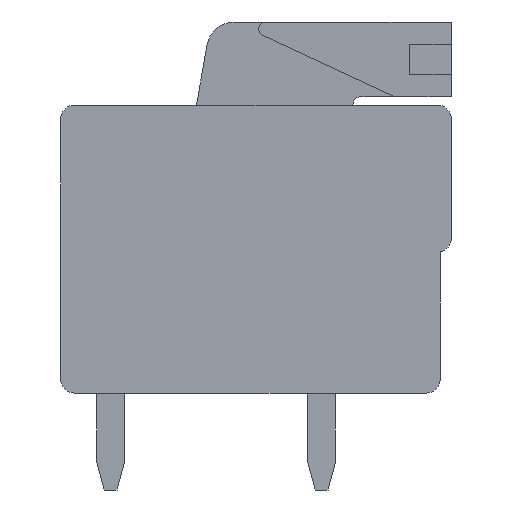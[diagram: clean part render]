
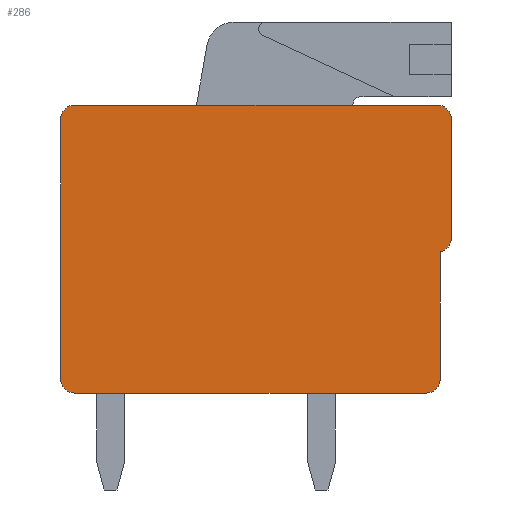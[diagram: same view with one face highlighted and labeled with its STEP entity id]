
A CAD part, left-side view. The second image highlights one B-rep face of the part: STEP entity #286.
In plain terms, the highlighted planar face has unit normal (-1, 0, 0).
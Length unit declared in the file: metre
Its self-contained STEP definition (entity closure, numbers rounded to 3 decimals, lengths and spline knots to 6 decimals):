
#286 = ADVANCED_FACE( 'NONE', ( #629 ), #630, .F. );
#629 = FACE_OUTER_BOUND( '', #1038, .T. );
#630 = PLANE( '', #1039 );
#1038 = EDGE_LOOP( '', ( #1736, #1737, #1738, #1739, #1740, #1741, #1742, #1743, #1744, #1745 ) );
#1039 = AXIS2_PLACEMENT_3D( '', #1746, #1747, #1748 );
#1736 = ORIENTED_EDGE( '', *, *, #2618, .T. );
#1737 = ORIENTED_EDGE( '', *, *, #2574, .T. );
#1738 = ORIENTED_EDGE( '', *, *, #2540, .F. );
#1739 = ORIENTED_EDGE( '', *, *, #2619, .T. );
#1740 = ORIENTED_EDGE( '', *, *, #2620, .F. );
#1741 = ORIENTED_EDGE( '', *, *, #2621, .T. );
#1742 = ORIENTED_EDGE( '', *, *, #2622, .F. );
#1743 = ORIENTED_EDGE( '', *, *, #2592, .T. );
#1744 = ORIENTED_EDGE( '', *, *, #2623, .T. );
#1745 = ORIENTED_EDGE( '', *, *, #2624, .T. );
#1746 = CARTESIAN_POINT( '', ( 0., -0.0141, 0. ) );
#1747 = DIRECTION( '', ( 1., 0., 0. ) );
#1748 = DIRECTION( '', ( 0., 0., 1. ) );
#2540 = EDGE_CURVE( 'NONE', #3104, #3099, #3106, .T. );
#2574 = EDGE_CURVE( 'NONE', #3152, #3099, #3153, .T. );
#2592 = EDGE_CURVE( 'NONE', #3178, #3176, #3179, .T. );
#2618 = EDGE_CURVE( 'NONE', #3219, #3152, #3220, .T. );
#2619 = EDGE_CURVE( 'NONE', #3104, #3221, #3222, .T. );
#2620 = EDGE_CURVE( 'NONE', #3223, #3221, #3224, .T. );
#2621 = EDGE_CURVE( 'NONE', #3223, #3225, #3226, .T. );
#2622 = EDGE_CURVE( 'NONE', #3178, #3225, #3227, .T. );
#2623 = EDGE_CURVE( 'NONE', #3176, #3228, #3229, .T. );
#2624 = EDGE_CURVE( 'NONE', #3228, #3219, #3230, .T. );
#3099 = VERTEX_POINT( 'NONE', #3874 );
#3104 = VERTEX_POINT( 'NONE', #3881 );
#3106 = LINE( '', #3884, #3885 );
#3152 = VERTEX_POINT( 'NONE', #3951 );
#3153 = CIRCLE( '', #3952, 0.0005 );
#3176 = VERTEX_POINT( 'NONE', #3983 );
#3178 = VERTEX_POINT( 'NONE', #3986 );
#3179 = CIRCLE( '', #3987, 0.0005 );
#3219 = VERTEX_POINT( 'NONE', #4043 );
#3220 = LINE( '', #4044, #4045 );
#3221 = VERTEX_POINT( 'NONE', #4046 );
#3222 = CIRCLE( '', #4047, 0.0005 );
#3223 = VERTEX_POINT( 'NONE', #4048 );
#3224 = LINE( '', #4049, #4050 );
#3225 = VERTEX_POINT( 'NONE', #4051 );
#3226 = CIRCLE( '', #4052, 0.0005 );
#3227 = LINE( '', #4053, #4054 );
#3228 = VERTEX_POINT( 'NONE', #4055 );
#3229 = LINE( '', #4056, #4057 );
#3230 = CIRCLE( '', #4058, 0.0005 );
#3874 = CARTESIAN_POINT( '', ( 0., 0., 0.0099 ) );
#3881 = CARTESIAN_POINT( '', ( 0., 0., 0.0005 ) );
#3884 = CARTESIAN_POINT( '', ( 0., 0., 0. ) );
#3885 = VECTOR( '', #4528, 1. );
#3951 = CARTESIAN_POINT( '', ( 0., -0.0005, 0.0104 ) );
#3952 = AXIS2_PLACEMENT_3D( '', #4555, #4556, #4557 );
#3983 = CARTESIAN_POINT( '', ( 0., -0.0141, 0.00559 ) );
#3986 = CARTESIAN_POINT( '', ( 0., -0.0137, 0.0051 ) );
#3987 = AXIS2_PLACEMENT_3D( '', #4576, #4577, #4578 );
#4043 = CARTESIAN_POINT( '', ( 0., -0.0136, 0.0104 ) );
#4044 = CARTESIAN_POINT( '', ( 0., -0.0141, 0.0104 ) );
#4045 = VECTOR( '', #4604, 1. );
#4046 = CARTESIAN_POINT( '', ( 0., -0.0005, 0. ) );
#4047 = AXIS2_PLACEMENT_3D( '', #4605, #4606, #4607 );
#4048 = CARTESIAN_POINT( '', ( 0., -0.0132, 0. ) );
#4049 = CARTESIAN_POINT( '', ( 0., -0.0141, 0. ) );
#4050 = VECTOR( '', #4608, 1. );
#4051 = CARTESIAN_POINT( '', ( 0., -0.0137, 0.0005 ) );
#4052 = AXIS2_PLACEMENT_3D( '', #4609, #4610, #4611 );
#4053 = CARTESIAN_POINT( '', ( 0., -0.0137, 0. ) );
#4054 = VECTOR( '', #4612, 1. );
#4055 = CARTESIAN_POINT( '', ( 0., -0.0141, 0.0099 ) );
#4056 = CARTESIAN_POINT( '', ( 0., -0.0141, 0. ) );
#4057 = VECTOR( '', #4613, 1. );
#4058 = AXIS2_PLACEMENT_3D( '', #4614, #4615, #4616 );
#4528 = DIRECTION( '', ( 0., 0., 1. ) );
#4555 = CARTESIAN_POINT( '', ( 0., -0.0005, 0.0099 ) );
#4556 = DIRECTION( '', ( -1., 0., 0. ) );
#4557 = DIRECTION( '', ( 0., 1., 0. ) );
#4576 = CARTESIAN_POINT( '', ( 0., -0.0136, 0.00559 ) );
#4577 = DIRECTION( '', ( -1., 0., 0. ) );
#4578 = DIRECTION( '', ( 0., 1., 0. ) );
#4604 = DIRECTION( '', ( 0., 1., 0. ) );
#4605 = CARTESIAN_POINT( '', ( 0., -0.0005, 0.0005 ) );
#4606 = DIRECTION( '', ( -1., 0., 0. ) );
#4607 = DIRECTION( '', ( 0., 1., 0. ) );
#4608 = DIRECTION( '', ( 0., 1., 0. ) );
#4609 = CARTESIAN_POINT( '', ( 0., -0.0132, 0.0005 ) );
#4610 = DIRECTION( '', ( -1., 0., 0. ) );
#4611 = DIRECTION( '', ( 0., 1., 0. ) );
#4612 = DIRECTION( '', ( 0., 0., -1. ) );
#4613 = DIRECTION( '', ( 0., 0., 1. ) );
#4614 = CARTESIAN_POINT( '', ( 0., -0.0136, 0.0099 ) );
#4615 = DIRECTION( '', ( -1., 0., 0. ) );
#4616 = DIRECTION( '', ( 0., 1., 0. ) );
